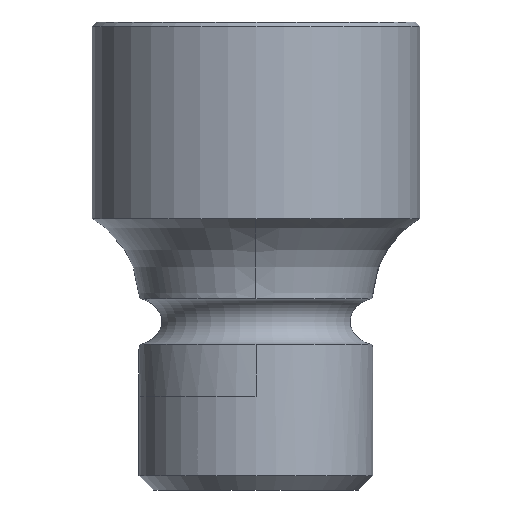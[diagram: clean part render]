
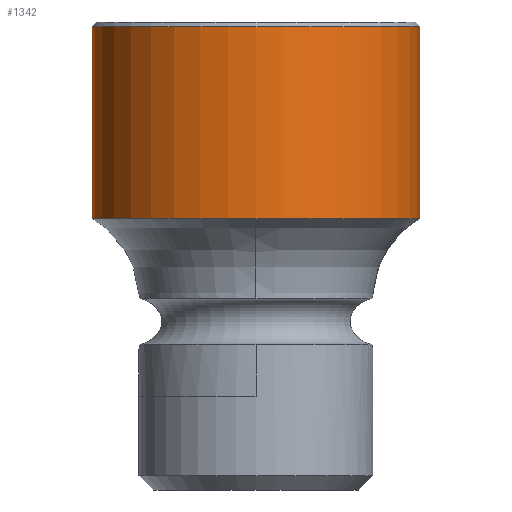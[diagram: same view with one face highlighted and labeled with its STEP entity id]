
A CAD part, left-side view. The second image highlights one B-rep face of the part: STEP entity #1342.
In plain terms, the highlighted cylindrical face has radius 17.5 mm (diameter 35 mm), a partial arc.
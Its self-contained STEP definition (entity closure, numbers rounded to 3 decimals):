
#329=CARTESIAN_POINT('',(0.,0.,39.5));
#330=DIRECTION('',(0.,0.,1.));
#331=DIRECTION('',(0.,1.,0.));
#332=AXIS2_PLACEMENT_3D('',#329,#330,#331);
#334=CARTESIAN_POINT('',(0.,0.,19.));
#335=DIRECTION('',(0.,0.,1.));
#336=DIRECTION('',(-1.,0.,0.));
#337=AXIS2_PLACEMENT_3D('',#334,#335,#336);
#339=CARTESIAN_POINT('',(0.,0.,19.));
#340=DIRECTION('',(0.,0.,1.));
#341=DIRECTION('',(0.,1.,0.));
#342=AXIS2_PLACEMENT_3D('',#339,#340,#341);
#939=DIRECTION('',(0.,0.,1.));
#940=VECTOR('',#939,20.5);
#941=CARTESIAN_POINT('',(0.,17.5,19.));
#942=LINE('',#941,#940);
#943=DIRECTION('',(0.,0.,1.));
#944=VECTOR('',#943,20.5);
#945=CARTESIAN_POINT('',(0.,-17.5,19.));
#946=LINE('',#945,#944);
#997=CARTESIAN_POINT('',(0.,17.5,19.));
#998=CARTESIAN_POINT('',(-17.5,0.,19.));
#999=VERTEX_POINT('',#997);
#1000=VERTEX_POINT('',#998);
#1001=CARTESIAN_POINT('',(0.,-17.5,19.));
#1002=VERTEX_POINT('',#1001);
#1032=CARTESIAN_POINT('',(0.,-17.5,39.5));
#1033=CARTESIAN_POINT('',(0.,17.5,39.5));
#1034=VERTEX_POINT('',#1032);
#1035=VERTEX_POINT('',#1033);
#1327=CARTESIAN_POINT('',(0.,0.,17.95));
#1328=DIRECTION('',(0.,0.,1.));
#1329=DIRECTION('',(0.,1.,0.));
#1330=AXIS2_PLACEMENT_3D('',#1327,#1328,#1329);
#1331=CYLINDRICAL_SURFACE('',#1330,17.5);
#1333=ORIENTED_EDGE('',*,*,#1332,.T.);
#1335=ORIENTED_EDGE('',*,*,#1334,.F.);
#1336=ORIENTED_EDGE('',*,*,#1321,.F.);
#1337=ORIENTED_EDGE('',*,*,#1305,.F.);
#1339=ORIENTED_EDGE('',*,*,#1338,.T.);
#1340=EDGE_LOOP('',(#1333,#1335,#1336,#1337,#1339));
#1341=FACE_OUTER_BOUND('',#1340,.F.);
#1342=ADVANCED_FACE('',(#1341),#1331,.T.);
#333=CIRCLE('',#332,17.5);
#338=CIRCLE('',#337,17.5);
#343=CIRCLE('',#342,17.5);
#1305=EDGE_CURVE('',#999,#1000,#343,.T.);
#1321=EDGE_CURVE('',#1000,#1002,#338,.T.);
#1332=EDGE_CURVE('',#1035,#1034,#333,.T.);
#1334=EDGE_CURVE('',#1002,#1034,#946,.T.);
#1338=EDGE_CURVE('',#999,#1035,#942,.T.);
